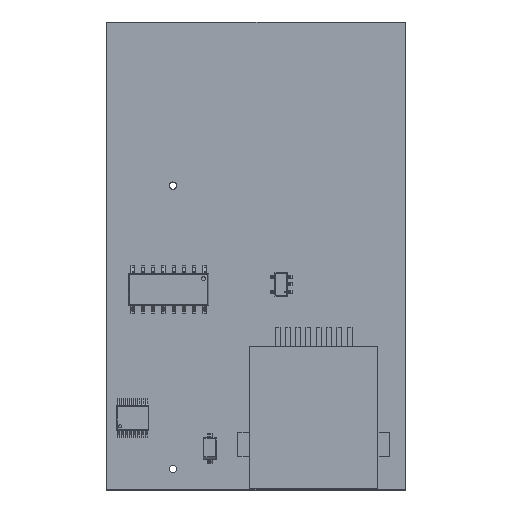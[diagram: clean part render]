
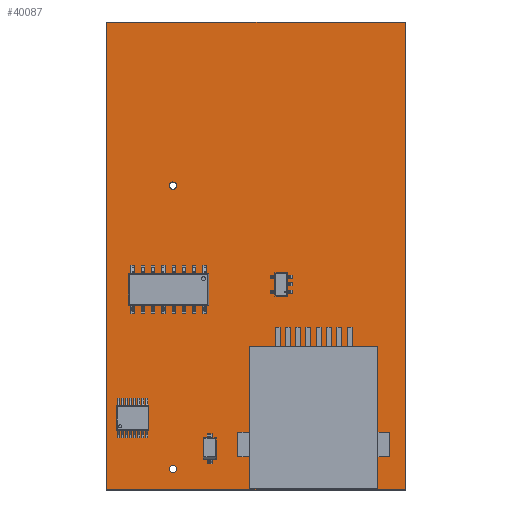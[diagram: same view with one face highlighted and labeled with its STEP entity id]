
A CAD part, top view. The second image highlights one B-rep face of the part: STEP entity #40087.
In plain terms, the highlighted planar face has unit normal (0, 0, 1).
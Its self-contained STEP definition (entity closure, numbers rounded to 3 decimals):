
#39730 = VERTEX_POINT('',#39731);
#39731 = CARTESIAN_POINT('',(111.125,-151.13,1.6));
#39738 = PLANE('',#39739);
#39739 = AXIS2_PLACEMENT_3D('',#39740,#39741,#39742);
#39740 = CARTESIAN_POINT('',(111.125,-151.13,0.));
#39741 = DIRECTION('',(-1.,0.,0.));
#39742 = DIRECTION('',(0.,1.,0.));
#39750 = PLANE('',#39751);
#39751 = AXIS2_PLACEMENT_3D('',#39752,#39753,#39754);
#39752 = CARTESIAN_POINT('',(147.955,-151.13,0.));
#39753 = DIRECTION('',(0.,-1.,0.));
#39754 = DIRECTION('',(-1.,0.,0.));
#39762 = EDGE_CURVE('',#39730,#39763,#39765,.T.);
#39763 = VERTEX_POINT('',#39764);
#39764 = CARTESIAN_POINT('',(111.125,-93.345,1.6));
#39765 = SURFACE_CURVE('',#39766,(#39770,#39777),.PCURVE_S1.);
#39766 = LINE('',#39767,#39768);
#39767 = CARTESIAN_POINT('',(111.125,-151.13,1.6));
#39768 = VECTOR('',#39769,1.);
#39769 = DIRECTION('',(0.,1.,0.));
#39770 = PCURVE('',#39738,#39771);
#39771 = DEFINITIONAL_REPRESENTATION('',(#39772),#39776);
#39772 = LINE('',#39773,#39774);
#39773 = CARTESIAN_POINT('',(0.,-1.6));
#39774 = VECTOR('',#39775,1.);
#39775 = DIRECTION('',(1.,0.));
#39776 = ( GEOMETRIC_REPRESENTATION_CONTEXT(2) 
PARAMETRIC_REPRESENTATION_CONTEXT() REPRESENTATION_CONTEXT('2D SPACE',''
  ) );
#39777 = PCURVE('',#39778,#39783);
#39778 = PLANE('',#39779);
#39779 = AXIS2_PLACEMENT_3D('',#39780,#39781,#39782);
#39780 = CARTESIAN_POINT('',(129.54,-122.238,1.6));
#39781 = DIRECTION('',(-0.,-0.,-1.));
#39782 = DIRECTION('',(-1.,0.,0.));
#39783 = DEFINITIONAL_REPRESENTATION('',(#39784),#39788);
#39784 = LINE('',#39785,#39786);
#39785 = CARTESIAN_POINT('',(18.415,-28.893));
#39786 = VECTOR('',#39787,1.);
#39787 = DIRECTION('',(0.,1.));
#39788 = ( GEOMETRIC_REPRESENTATION_CONTEXT(2) 
PARAMETRIC_REPRESENTATION_CONTEXT() REPRESENTATION_CONTEXT('2D SPACE',''
  ) );
#39806 = PLANE('',#39807);
#39807 = AXIS2_PLACEMENT_3D('',#39808,#39809,#39810);
#39808 = CARTESIAN_POINT('',(111.125,-93.345,0.));
#39809 = DIRECTION('',(0.,1.,0.));
#39810 = DIRECTION('',(1.,0.,0.));
#39850 = VERTEX_POINT('',#39851);
#39851 = CARTESIAN_POINT('',(147.955,-151.13,1.6));
#39865 = PLANE('',#39866);
#39866 = AXIS2_PLACEMENT_3D('',#39867,#39868,#39869);
#39867 = CARTESIAN_POINT('',(147.955,-93.345,0.));
#39868 = DIRECTION('',(1.,0.,-0.));
#39869 = DIRECTION('',(0.,-1.,0.));
#39877 = EDGE_CURVE('',#39850,#39730,#39878,.T.);
#39878 = SURFACE_CURVE('',#39879,(#39883,#39890),.PCURVE_S1.);
#39879 = LINE('',#39880,#39881);
#39880 = CARTESIAN_POINT('',(147.955,-151.13,1.6));
#39881 = VECTOR('',#39882,1.);
#39882 = DIRECTION('',(-1.,0.,0.));
#39883 = PCURVE('',#39750,#39884);
#39884 = DEFINITIONAL_REPRESENTATION('',(#39885),#39889);
#39885 = LINE('',#39886,#39887);
#39886 = CARTESIAN_POINT('',(0.,-1.6));
#39887 = VECTOR('',#39888,1.);
#39888 = DIRECTION('',(1.,0.));
#39889 = ( GEOMETRIC_REPRESENTATION_CONTEXT(2) 
PARAMETRIC_REPRESENTATION_CONTEXT() REPRESENTATION_CONTEXT('2D SPACE',''
  ) );
#39890 = PCURVE('',#39778,#39891);
#39891 = DEFINITIONAL_REPRESENTATION('',(#39892),#39896);
#39892 = LINE('',#39893,#39894);
#39893 = CARTESIAN_POINT('',(-18.415,-28.893));
#39894 = VECTOR('',#39895,1.);
#39895 = DIRECTION('',(1.,0.));
#39896 = ( GEOMETRIC_REPRESENTATION_CONTEXT(2) 
PARAMETRIC_REPRESENTATION_CONTEXT() REPRESENTATION_CONTEXT('2D SPACE',''
  ) );
#39924 = EDGE_CURVE('',#39763,#39925,#39927,.T.);
#39925 = VERTEX_POINT('',#39926);
#39926 = CARTESIAN_POINT('',(147.955,-93.345,1.6));
#39927 = SURFACE_CURVE('',#39928,(#39932,#39939),.PCURVE_S1.);
#39928 = LINE('',#39929,#39930);
#39929 = CARTESIAN_POINT('',(111.125,-93.345,1.6));
#39930 = VECTOR('',#39931,1.);
#39931 = DIRECTION('',(1.,0.,0.));
#39932 = PCURVE('',#39806,#39933);
#39933 = DEFINITIONAL_REPRESENTATION('',(#39934),#39938);
#39934 = LINE('',#39935,#39936);
#39935 = CARTESIAN_POINT('',(0.,-1.6));
#39936 = VECTOR('',#39937,1.);
#39937 = DIRECTION('',(1.,0.));
#39938 = ( GEOMETRIC_REPRESENTATION_CONTEXT(2) 
PARAMETRIC_REPRESENTATION_CONTEXT() REPRESENTATION_CONTEXT('2D SPACE',''
  ) );
#39939 = PCURVE('',#39778,#39940);
#39940 = DEFINITIONAL_REPRESENTATION('',(#39941),#39945);
#39941 = LINE('',#39942,#39943);
#39942 = CARTESIAN_POINT('',(18.415,28.893));
#39943 = VECTOR('',#39944,1.);
#39944 = DIRECTION('',(-1.,0.));
#39945 = ( GEOMETRIC_REPRESENTATION_CONTEXT(2) 
PARAMETRIC_REPRESENTATION_CONTEXT() REPRESENTATION_CONTEXT('2D SPACE',''
  ) );
#40041 = CYLINDRICAL_SURFACE('',#40042,0.45);
#40042 = AXIS2_PLACEMENT_3D('',#40043,#40044,#40045);
#40043 = CARTESIAN_POINT('',(119.28,-148.55,-0.8));
#40044 = DIRECTION('',(0.,0.,1.));
#40045 = DIRECTION('',(1.,0.,-0.));
#40076 = CYLINDRICAL_SURFACE('',#40077,0.45);
#40077 = AXIS2_PLACEMENT_3D('',#40078,#40079,#40080);
#40078 = CARTESIAN_POINT('',(119.28,-113.55,-0.8));
#40079 = DIRECTION('',(0.,0.,1.));
#40080 = DIRECTION('',(1.,0.,-0.));
#40087 = ADVANCED_FACE('',(#40088,#40114,#40144),#39778,.F.);
#40088 = FACE_BOUND('',#40089,.F.);
#40089 = EDGE_LOOP('',(#40090,#40091,#40092,#40113));
#40090 = ORIENTED_EDGE('',*,*,#39762,.T.);
#40091 = ORIENTED_EDGE('',*,*,#39924,.T.);
#40092 = ORIENTED_EDGE('',*,*,#40093,.T.);
#40093 = EDGE_CURVE('',#39925,#39850,#40094,.T.);
#40094 = SURFACE_CURVE('',#40095,(#40099,#40106),.PCURVE_S1.);
#40095 = LINE('',#40096,#40097);
#40096 = CARTESIAN_POINT('',(147.955,-93.345,1.6));
#40097 = VECTOR('',#40098,1.);
#40098 = DIRECTION('',(0.,-1.,0.));
#40099 = PCURVE('',#39778,#40100);
#40100 = DEFINITIONAL_REPRESENTATION('',(#40101),#40105);
#40101 = LINE('',#40102,#40103);
#40102 = CARTESIAN_POINT('',(-18.415,28.893));
#40103 = VECTOR('',#40104,1.);
#40104 = DIRECTION('',(0.,-1.));
#40105 = ( GEOMETRIC_REPRESENTATION_CONTEXT(2) 
PARAMETRIC_REPRESENTATION_CONTEXT() REPRESENTATION_CONTEXT('2D SPACE',''
  ) );
#40106 = PCURVE('',#39865,#40107);
#40107 = DEFINITIONAL_REPRESENTATION('',(#40108),#40112);
#40108 = LINE('',#40109,#40110);
#40109 = CARTESIAN_POINT('',(0.,-1.6));
#40110 = VECTOR('',#40111,1.);
#40111 = DIRECTION('',(1.,0.));
#40112 = ( GEOMETRIC_REPRESENTATION_CONTEXT(2) 
PARAMETRIC_REPRESENTATION_CONTEXT() REPRESENTATION_CONTEXT('2D SPACE',''
  ) );
#40113 = ORIENTED_EDGE('',*,*,#39877,.T.);
#40114 = FACE_BOUND('',#40115,.F.);
#40115 = EDGE_LOOP('',(#40116));
#40116 = ORIENTED_EDGE('',*,*,#40117,.T.);
#40117 = EDGE_CURVE('',#40118,#40118,#40120,.T.);
#40118 = VERTEX_POINT('',#40119);
#40119 = CARTESIAN_POINT('',(119.73,-148.55,1.6));
#40120 = SURFACE_CURVE('',#40121,(#40126,#40137),.PCURVE_S1.);
#40121 = CIRCLE('',#40122,0.45);
#40122 = AXIS2_PLACEMENT_3D('',#40123,#40124,#40125);
#40123 = CARTESIAN_POINT('',(119.28,-148.55,1.6));
#40124 = DIRECTION('',(0.,0.,1.));
#40125 = DIRECTION('',(1.,0.,-0.));
#40126 = PCURVE('',#39778,#40127);
#40127 = DEFINITIONAL_REPRESENTATION('',(#40128),#40136);
#40128 = ( BOUNDED_CURVE() B_SPLINE_CURVE(2,(#40129,#40130,#40131,#40132
    ,#40133,#40134,#40135),.UNSPECIFIED.,.T.,.F.) 
B_SPLINE_CURVE_WITH_KNOTS((1,2,2,2,2,1),(-2.094,0.,
    2.094,4.189,6.283,8.378),
.UNSPECIFIED.) CURVE() GEOMETRIC_REPRESENTATION_ITEM() 
RATIONAL_B_SPLINE_CURVE((1.,0.5,1.,0.5,1.,0.5,1.)) REPRESENTATION_ITEM(
  '') );
#40129 = CARTESIAN_POINT('',(9.81,-26.313));
#40130 = CARTESIAN_POINT('',(9.81,-25.533));
#40131 = CARTESIAN_POINT('',(10.485,-25.923));
#40132 = CARTESIAN_POINT('',(11.16,-26.313));
#40133 = CARTESIAN_POINT('',(10.485,-26.702));
#40134 = CARTESIAN_POINT('',(9.81,-27.092));
#40135 = CARTESIAN_POINT('',(9.81,-26.313));
#40136 = ( GEOMETRIC_REPRESENTATION_CONTEXT(2) 
PARAMETRIC_REPRESENTATION_CONTEXT() REPRESENTATION_CONTEXT('2D SPACE',''
  ) );
#40137 = PCURVE('',#40041,#40138);
#40138 = DEFINITIONAL_REPRESENTATION('',(#40139),#40143);
#40139 = LINE('',#40140,#40141);
#40140 = CARTESIAN_POINT('',(0.,2.4));
#40141 = VECTOR('',#40142,1.);
#40142 = DIRECTION('',(1.,0.));
#40143 = ( GEOMETRIC_REPRESENTATION_CONTEXT(2) 
PARAMETRIC_REPRESENTATION_CONTEXT() REPRESENTATION_CONTEXT('2D SPACE',''
  ) );
#40144 = FACE_BOUND('',#40145,.F.);
#40145 = EDGE_LOOP('',(#40146));
#40146 = ORIENTED_EDGE('',*,*,#40147,.T.);
#40147 = EDGE_CURVE('',#40148,#40148,#40150,.T.);
#40148 = VERTEX_POINT('',#40149);
#40149 = CARTESIAN_POINT('',(119.73,-113.55,1.6));
#40150 = SURFACE_CURVE('',#40151,(#40156,#40167),.PCURVE_S1.);
#40151 = CIRCLE('',#40152,0.45);
#40152 = AXIS2_PLACEMENT_3D('',#40153,#40154,#40155);
#40153 = CARTESIAN_POINT('',(119.28,-113.55,1.6));
#40154 = DIRECTION('',(0.,0.,1.));
#40155 = DIRECTION('',(1.,0.,-0.));
#40156 = PCURVE('',#39778,#40157);
#40157 = DEFINITIONAL_REPRESENTATION('',(#40158),#40166);
#40158 = ( BOUNDED_CURVE() B_SPLINE_CURVE(2,(#40159,#40160,#40161,#40162
    ,#40163,#40164,#40165),.UNSPECIFIED.,.T.,.F.) 
B_SPLINE_CURVE_WITH_KNOTS((1,2,2,2,2,1),(-2.094,0.,
    2.094,4.189,6.283,8.378),
.UNSPECIFIED.) CURVE() GEOMETRIC_REPRESENTATION_ITEM() 
RATIONAL_B_SPLINE_CURVE((1.,0.5,1.,0.5,1.,0.5,1.)) REPRESENTATION_ITEM(
  '') );
#40159 = CARTESIAN_POINT('',(9.81,8.688));
#40160 = CARTESIAN_POINT('',(9.81,9.467));
#40161 = CARTESIAN_POINT('',(10.485,9.077));
#40162 = CARTESIAN_POINT('',(11.16,8.688));
#40163 = CARTESIAN_POINT('',(10.485,8.298));
#40164 = CARTESIAN_POINT('',(9.81,7.908));
#40165 = CARTESIAN_POINT('',(9.81,8.688));
#40166 = ( GEOMETRIC_REPRESENTATION_CONTEXT(2) 
PARAMETRIC_REPRESENTATION_CONTEXT() REPRESENTATION_CONTEXT('2D SPACE',''
  ) );
#40167 = PCURVE('',#40076,#40168);
#40168 = DEFINITIONAL_REPRESENTATION('',(#40169),#40173);
#40169 = LINE('',#40170,#40171);
#40170 = CARTESIAN_POINT('',(0.,2.4));
#40171 = VECTOR('',#40172,1.);
#40172 = DIRECTION('',(1.,0.));
#40173 = ( GEOMETRIC_REPRESENTATION_CONTEXT(2) 
PARAMETRIC_REPRESENTATION_CONTEXT() REPRESENTATION_CONTEXT('2D SPACE',''
  ) );
